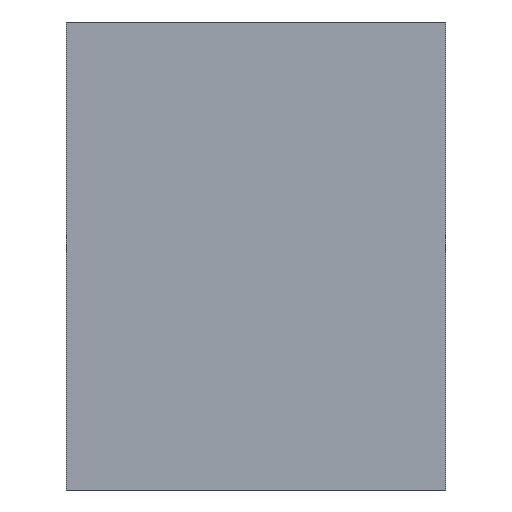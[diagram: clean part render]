
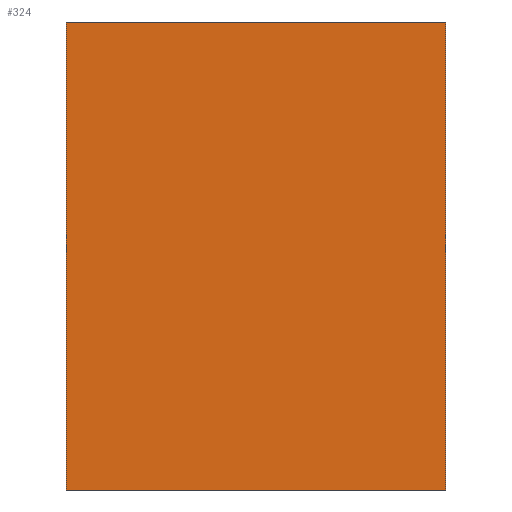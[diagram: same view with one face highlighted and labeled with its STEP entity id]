
A CAD part, left-side view. The second image highlights one B-rep face of the part: STEP entity #324.
In plain terms, the highlighted planar face has unit normal (-1, 0, 0).
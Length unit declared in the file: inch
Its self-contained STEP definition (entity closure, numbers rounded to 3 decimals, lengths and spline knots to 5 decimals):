
#10 = CARTESIAN_POINT ( 'NONE',  ( -0.0315, -0.01594, 0.003 ) ) ;
#11 = ORIENTED_EDGE ( 'NONE', *, *, #158, .T. ) ;
#33 = VERTEX_POINT ( 'NONE', #363 ) ;
#58 = EDGE_CURVE ( 'NONE', #355, #192, #472, .T. ) ;
#79 = DIRECTION ( 'NONE',  ( 0., -1., 0. ) ) ;
#100 = VECTOR ( 'NONE', #338, 39.37008 ) ;
#133 = DIRECTION ( 'NONE',  ( 0., 0., 1. ) ) ;
#158 = EDGE_CURVE ( 'NONE', #192, #453, #375, .T. ) ;
#170 = DIRECTION ( 'NONE',  ( 0., -1., 0. ) ) ;
#172 = EDGE_CURVE ( 'NONE', #355, #33, #333, .T. ) ;
#183 = EDGE_CURVE ( 'NONE', #33, #453, #254, .T. ) ;
#187 = EDGE_LOOP ( 'NONE', ( #203, #11, #383, #470 ) ) ;
#192 = VERTEX_POINT ( 'NONE', #408 ) ;
#193 = VECTOR ( 'NONE', #79, 39.37008 ) ;
#197 = CARTESIAN_POINT ( 'NONE',  ( -0.0315, -0.01594, 0.04237 ) ) ;
#203 = ORIENTED_EDGE ( 'NONE', *, *, #58, .T. ) ;
#216 = CARTESIAN_POINT ( 'NONE',  ( -0.0315, 0.01594, 0.04237 ) ) ;
#254 = LINE ( 'NONE', #216, #379 ) ;
#260 = CARTESIAN_POINT ( 'NONE',  ( -0.0315, 0.01594, 0.003 ) ) ;
#274 = CARTESIAN_POINT ( 'NONE',  ( -0.0315, 0.01594, 0.003 ) ) ;
#309 = CARTESIAN_POINT ( 'NONE',  ( -0.0315, 0.01594, 0.003 ) ) ;
#311 = FACE_OUTER_BOUND ( 'NONE', #187, .T. ) ;
#316 = PLANE ( 'NONE',  #440 ) ;
#324 = ADVANCED_FACE ( 'NONE', ( #311 ), #316, .T. ) ;
#330 = VECTOR ( 'NONE', #133, 39.37008 ) ;
#333 = LINE ( 'NONE', #260, #100 ) ;
#338 = DIRECTION ( 'NONE',  ( 0., 0., 1. ) ) ;
#355 = VERTEX_POINT ( 'NONE', #274 ) ;
#363 = CARTESIAN_POINT ( 'NONE',  ( -0.0315, 0.01594, 0.04237 ) ) ;
#375 = LINE ( 'NONE', #10, #330 ) ;
#379 = VECTOR ( 'NONE', #170, 39.37008 ) ;
#383 = ORIENTED_EDGE ( 'NONE', *, *, #183, .F. ) ;
#393 = CARTESIAN_POINT ( 'NONE',  ( -0.0315, 0.01594, 0.003 ) ) ;
#408 = CARTESIAN_POINT ( 'NONE',  ( -0.0315, -0.01594, 0.003 ) ) ;
#440 = AXIS2_PLACEMENT_3D ( 'NONE', #309, #498, #461 ) ;
#453 = VERTEX_POINT ( 'NONE', #197 ) ;
#461 = DIRECTION ( 'NONE',  ( 0., 0., 1. ) ) ;
#470 = ORIENTED_EDGE ( 'NONE', *, *, #172, .F. ) ;
#472 = LINE ( 'NONE', #393, #193 ) ;
#498 = DIRECTION ( 'NONE',  ( -1., 0., 0. ) ) ;
